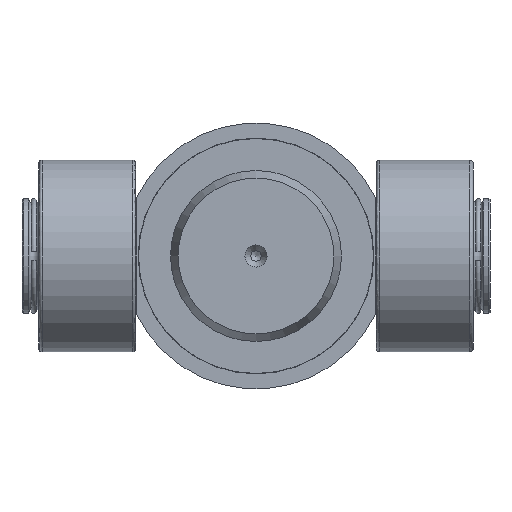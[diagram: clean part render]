
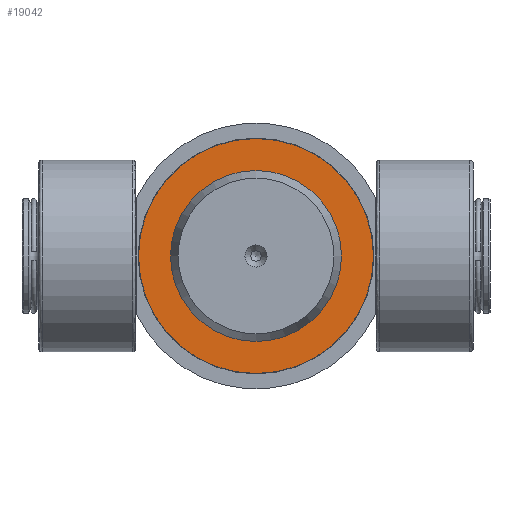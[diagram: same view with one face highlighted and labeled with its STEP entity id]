
A CAD part, front view. The second image highlights one B-rep face of the part: STEP entity #19042.
In plain terms, the highlighted face is planar.
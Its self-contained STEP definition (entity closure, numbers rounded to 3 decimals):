
#5167=PLANE('',#20042);
#5385=FACE_BOUND('',#7629,.T.);
#6435=FACE_OUTER_BOUND('',#7628,.T.);
#7628=EDGE_LOOP('',(#17962));
#7629=EDGE_LOOP('',(#17963));
#7839=CIRCLE('',#20023,47.359);
#7849=CIRCLE('',#20041,69.8);
#9692=VERTEX_POINT('',#38638);
#9702=VERTEX_POINT('',#38666);
#12447=EDGE_CURVE('',#9692,#9692,#7839,.T.);
#12457=EDGE_CURVE('',#9702,#9702,#7849,.T.);
#17962=ORIENTED_EDGE('',*,*,#12457,.F.);
#17963=ORIENTED_EDGE('',*,*,#12447,.T.);
#19042=ADVANCED_FACE('',(#6435,#5385),#5167,.T.);
#20023=AXIS2_PLACEMENT_3D('',#38639,#23464,#23465);
#20041=AXIS2_PLACEMENT_3D('',#38667,#23500,#23501);
#20042=AXIS2_PLACEMENT_3D('',#38668,#23502,#23503);
#23464=DIRECTION('center_axis',(0.,0.,-1.));
#23465=DIRECTION('ref_axis',(1.,0.,0.));
#23500=DIRECTION('center_axis',(0.,0.,-1.));
#23501=DIRECTION('ref_axis',(-1.,0.,0.));
#23502=DIRECTION('center_axis',(0.,0.,1.));
#23503=DIRECTION('ref_axis',(1.,0.,0.));
#38638=CARTESIAN_POINT('',(47.359,0.,12.));
#38639=CARTESIAN_POINT('Origin',(0.,0.,12.));
#38666=CARTESIAN_POINT('',(69.8,0.,12.));
#38667=CARTESIAN_POINT('Origin',(0.,0.,12.));
#38668=CARTESIAN_POINT('Origin',(0.,0.,
12.));
